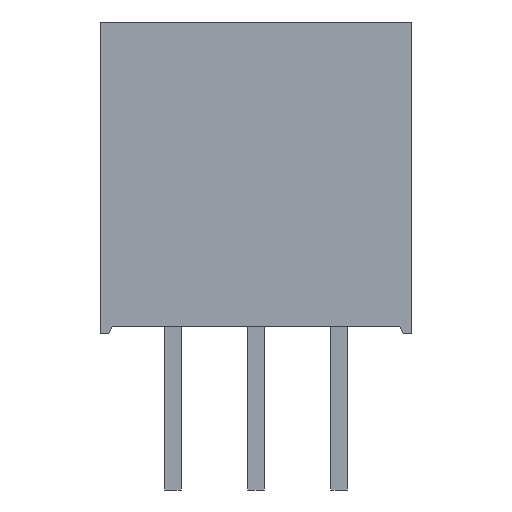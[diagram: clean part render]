
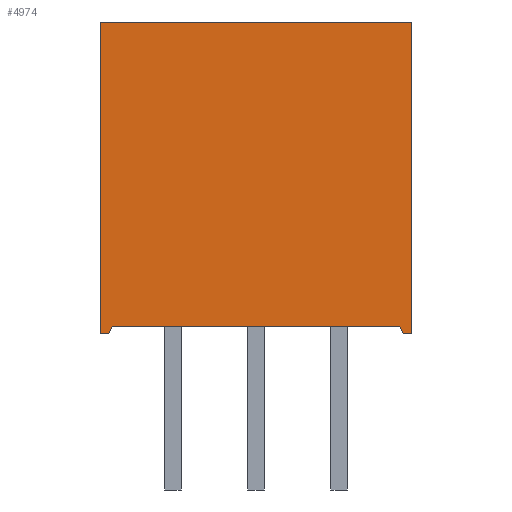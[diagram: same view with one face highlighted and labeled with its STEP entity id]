
A CAD part, front view. The second image highlights one B-rep face of the part: STEP entity #4974.
In plain terms, the highlighted planar face has unit normal (0, -1, 0).
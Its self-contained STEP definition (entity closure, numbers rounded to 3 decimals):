
#67=LINE('',#6269,#330);
#75=LINE('',#6593,#338);
#118=LINE('',#7151,#381);
#120=LINE('',#7155,#383);
#122=LINE('',#7159,#385);
#124=LINE('',#7163,#387);
#125=LINE('',#7165,#388);
#126=LINE('',#7167,#389);
#330=VECTOR('',#5377,1000.);
#338=VECTOR('',#5387,1000.);
#381=VECTOR('',#5458,1000.);
#383=VECTOR('',#5462,1000.);
#385=VECTOR('',#5466,1000.);
#387=VECTOR('',#5470,1000.);
#388=VECTOR('',#5473,1000.);
#389=VECTOR('',#5476,1000.);
#805=ORIENTED_EDGE('',*,*,#1856,.T.);
#806=ORIENTED_EDGE('',*,*,#1858,.T.);
#807=ORIENTED_EDGE('',*,*,#1711,.T.);
#808=ORIENTED_EDGE('',*,*,#1860,.T.);
#809=ORIENTED_EDGE('',*,*,#1862,.T.);
#810=ORIENTED_EDGE('',*,*,#1863,.T.);
#811=ORIENTED_EDGE('',*,*,#1755,.T.);
#812=ORIENTED_EDGE('',*,*,#1864,.T.);
#1711=EDGE_CURVE('',#2251,#2250,#67,.T.);
#1755=EDGE_CURVE('',#2295,#2294,#75,.T.);
#1856=EDGE_CURVE('',#2391,#2390,#118,.T.);
#1858=EDGE_CURVE('',#2390,#2251,#120,.T.);
#1860=EDGE_CURVE('',#2250,#2392,#122,.T.);
#1862=EDGE_CURVE('',#2392,#2393,#124,.T.);
#1863=EDGE_CURVE('',#2393,#2295,#125,.T.);
#1864=EDGE_CURVE('',#2294,#2391,#126,.T.);
#2250=VERTEX_POINT('',#6268);
#2251=VERTEX_POINT('',#6270);
#2294=VERTEX_POINT('',#6592);
#2295=VERTEX_POINT('',#6594);
#2390=VERTEX_POINT('',#7150);
#2391=VERTEX_POINT('',#7152);
#2392=VERTEX_POINT('',#7158);
#2393=VERTEX_POINT('',#7162);
#2869=EDGE_LOOP('',(#805,#806,#807,#808,#809,#810,#811,#812));
#3108=FACE_BOUND('',#2869,.T.);
#3321=PLANE('',#5197);
#4974=ADVANCED_FACE('',(#3108),#3321,.T.);
#5197=AXIS2_PLACEMENT_3D('',#7168,#5477,#5478);
#5377=DIRECTION('',(-1.,0.,0.));
#5387=DIRECTION('',(1.,0.,0.));
#5458=DIRECTION('',(1.,0.,0.));
#5462=DIRECTION('',(0.,0.,1.));
#5466=DIRECTION('',(0.,0.,-1.));
#5470=DIRECTION('',(1.,0.,0.));
#5473=DIRECTION('',(0.5,0.,0.866));
#5476=DIRECTION('',(0.5,0.,-0.866));
#5477=DIRECTION('',(0.,-1.,0.));
#5478=DIRECTION('',(0.,0.,-1.));
#6268=CARTESIAN_POINT('',(-4.76,-4.83,4.76));
#6269=CARTESIAN_POINT('',(4.76,-4.83,4.76));
#6270=CARTESIAN_POINT('',(4.76,-4.83,4.76));
#6592=CARTESIAN_POINT('',(4.385,-4.83,-4.543));
#6593=CARTESIAN_POINT('',(4.385,-4.83,-4.543));
#6594=CARTESIAN_POINT('',(-4.385,-4.83,-4.543));
#7150=CARTESIAN_POINT('',(4.76,-4.83,-4.76));
#7151=CARTESIAN_POINT('',(4.76,-4.83,-4.76));
#7152=CARTESIAN_POINT('',(4.51,-4.83,-4.76));
#7155=CARTESIAN_POINT('',(4.76,-4.83,-4.76));
#7158=CARTESIAN_POINT('',(-4.76,-4.83,-4.76));
#7159=CARTESIAN_POINT('',(-4.76,-4.83,4.76));
#7162=CARTESIAN_POINT('',(-4.51,-4.83,-4.76));
#7163=CARTESIAN_POINT('',(-4.76,-4.83,-4.76));
#7165=CARTESIAN_POINT('',(-4.51,-4.83,-4.76));
#7167=CARTESIAN_POINT('',(4.51,-4.83,-4.76));
#7168=CARTESIAN_POINT('',(0.,-4.83,0.));
